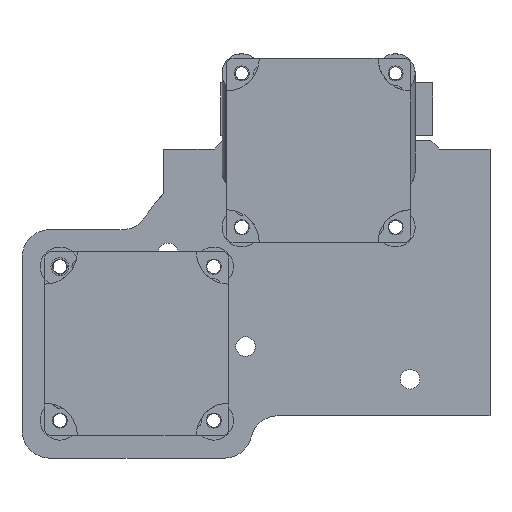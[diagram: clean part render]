
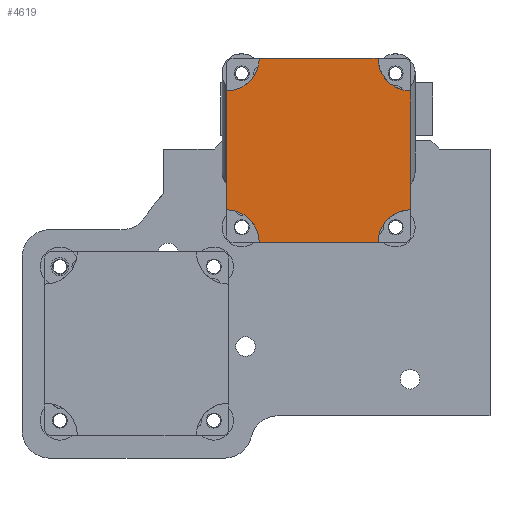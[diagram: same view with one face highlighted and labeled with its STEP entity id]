
A CAD part, front view. The second image highlights one B-rep face of the part: STEP entity #4619.
In plain terms, the highlighted planar face has unit normal (0, -1, 0).
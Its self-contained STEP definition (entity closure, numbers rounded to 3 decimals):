
#407=LINE('',#7474,#758);
#408=LINE('',#7478,#759);
#409=LINE('',#7482,#760);
#410=LINE('',#7485,#761);
#758=VECTOR('',#6007,10.);
#759=VECTOR('',#6010,10.);
#760=VECTOR('',#6013,10.);
#761=VECTOR('',#6016,10.);
#1186=FACE_OUTER_BOUND('',#1448,.T.);
#1448=EDGE_LOOP('',(#3459,#3460,#3461,#3462,#3463,#3464,#3465,#3466));
#1808=CIRCLE('',#5181,10.);
#1809=CIRCLE('',#5182,10.);
#1810=CIRCLE('',#5183,10.);
#1811=CIRCLE('',#5184,10.);
#2112=VERTEX_POINT('',#7470);
#2113=VERTEX_POINT('',#7471);
#2114=VERTEX_POINT('',#7473);
#2115=VERTEX_POINT('',#7475);
#2116=VERTEX_POINT('',#7477);
#2117=VERTEX_POINT('',#7479);
#2118=VERTEX_POINT('',#7481);
#2119=VERTEX_POINT('',#7483);
#2615=EDGE_CURVE('',#2112,#2113,#1808,.T.);
#2616=EDGE_CURVE('',#2113,#2114,#407,.T.);
#2617=EDGE_CURVE('',#2114,#2115,#1809,.T.);
#2618=EDGE_CURVE('',#2115,#2116,#408,.T.);
#2619=EDGE_CURVE('',#2116,#2117,#1810,.T.);
#2620=EDGE_CURVE('',#2117,#2118,#409,.T.);
#2621=EDGE_CURVE('',#2118,#2119,#1811,.T.);
#2622=EDGE_CURVE('',#2119,#2112,#410,.T.);
#3459=ORIENTED_EDGE('',*,*,#2615,.T.);
#3460=ORIENTED_EDGE('',*,*,#2616,.T.);
#3461=ORIENTED_EDGE('',*,*,#2617,.T.);
#3462=ORIENTED_EDGE('',*,*,#2618,.T.);
#3463=ORIENTED_EDGE('',*,*,#2619,.T.);
#3464=ORIENTED_EDGE('',*,*,#2620,.T.);
#3465=ORIENTED_EDGE('',*,*,#2621,.T.);
#3466=ORIENTED_EDGE('',*,*,#2622,.T.);
#4467=PLANE('',#5180);
#4619=ADVANCED_FACE('',(#1186),#4467,.F.);
#5180=AXIS2_PLACEMENT_3D('',#7469,#6003,#6004);
#5181=AXIS2_PLACEMENT_3D('',#7472,#6005,#6006);
#5182=AXIS2_PLACEMENT_3D('',#7476,#6008,#6009);
#5183=AXIS2_PLACEMENT_3D('',#7480,#6011,#6012);
#5184=AXIS2_PLACEMENT_3D('',#7484,#6014,#6015);
#6003=DIRECTION('center_axis',(0.,1.,0.));
#6004=DIRECTION('ref_axis',(1.,0.,0.));
#6005=DIRECTION('center_axis',(0.,1.,0.));
#6006=DIRECTION('ref_axis',(-1.,0.,0.));
#6007=DIRECTION('',(1.,0.,0.));
#6008=DIRECTION('center_axis',(0.,1.,0.));
#6009=DIRECTION('ref_axis',(0.,0.,-1.));
#6010=DIRECTION('',(0.,0.,1.));
#6011=DIRECTION('center_axis',(0.,1.,0.));
#6012=DIRECTION('ref_axis',(1.,0.,0.));
#6013=DIRECTION('',(-1.,0.,0.));
#6014=DIRECTION('center_axis',(0.,1.,0.));
#6015=DIRECTION('ref_axis',(0.,0.,
1.));
#6016=DIRECTION('',(0.,0.,-1.));
#7469=CARTESIAN_POINT('Origin',(274.809,-1794.909,471.435));
#7470=CARTESIAN_POINT('',(246.609,-1794.909,453.235));
#7471=CARTESIAN_POINT('',(256.609,-1794.909,443.235));
#7472=CARTESIAN_POINT('Origin',(246.609,-1794.909,443.235));
#7473=CARTESIAN_POINT('',(293.009,-1794.909,443.235));
#7474=CARTESIAN_POINT('',(256.609,-1794.909,443.235));
#7475=CARTESIAN_POINT('',(303.009,-1794.909,453.235));
#7476=CARTESIAN_POINT('Origin',(303.009,-1794.909,443.235));
#7477=CARTESIAN_POINT('',(303.009,-1794.909,489.635));
#7478=CARTESIAN_POINT('',(303.009,-1794.909,453.235));
#7479=CARTESIAN_POINT('',(293.009,-1794.909,499.635));
#7480=CARTESIAN_POINT('Origin',(303.009,-1794.909,499.635));
#7481=CARTESIAN_POINT('',(256.609,-1794.909,499.635));
#7482=CARTESIAN_POINT('',(293.009,-1794.909,499.635));
#7483=CARTESIAN_POINT('',(246.609,-1794.909,489.635));
#7484=CARTESIAN_POINT('Origin',(246.609,-1794.909,499.635));
#7485=CARTESIAN_POINT('',(246.609,-1794.909,489.635));
